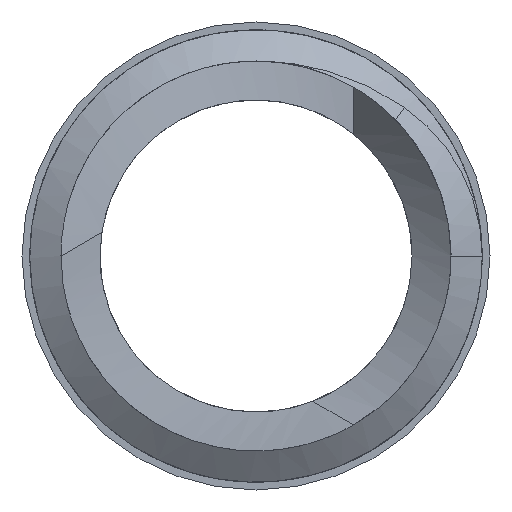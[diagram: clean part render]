
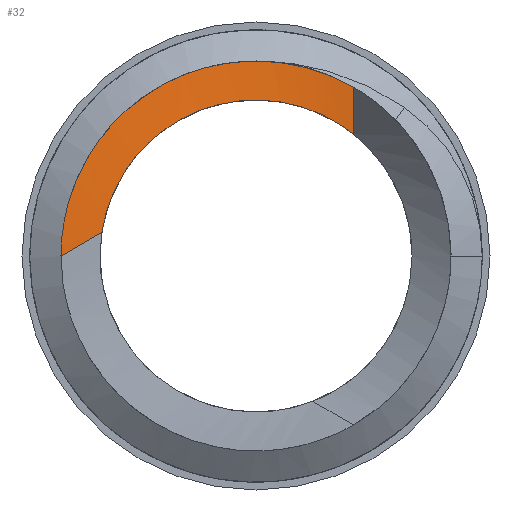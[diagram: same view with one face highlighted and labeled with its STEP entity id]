
A CAD part, left-side view. The second image highlights one B-rep face of the part: STEP entity #32.
In plain terms, the highlighted cylindrical face has radius 15.875 mm (diameter 31.75 mm), a partial arc.
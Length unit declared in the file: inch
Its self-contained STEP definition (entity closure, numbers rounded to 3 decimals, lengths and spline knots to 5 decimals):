
#12 = CARTESIAN_POINT ( 'NONE',  ( -6.94837, 0.25574, 0.18154 ) ) ;
#32 = ADVANCED_FACE ( 'NONE', ( #3082 ), #3714, .F. ) ;
#78 = CARTESIAN_POINT ( 'NONE',  ( -6.8983, 0.18272, 0.25385 ) ) ;
#156 = CARTESIAN_POINT ( 'NONE',  ( -6.82214, -0.02214, 0.24927 ) ) ;
#167 = CARTESIAN_POINT ( 'NONE',  ( -7., 0.3125, 0.01458 ) ) ;
#172 = CARTESIAN_POINT ( 'NONE',  ( -6.87183, 0.13306, 0.21269 ) ) ;
#177 = EDGE_CURVE ( 'NONE', #3133, #2005, #3878, .T. ) ;
#200 = CARTESIAN_POINT ( 'NONE',  ( -6.95975, 0.27026, 0.02445 ) ) ;
#236 = CARTESIAN_POINT ( 'NONE',  ( -6.94193, 0.24713, 0.0378 ) ) ;
#282 = ORIENTED_EDGE ( 'NONE', *, *, #177, .T. ) ;
#478 = CARTESIAN_POINT ( 'NONE',  ( -6.92497, 0.22406, 0.11141 ) ) ;
#494 = CARTESIAN_POINT ( 'NONE',  ( -6.84808, 0.07504, 0.23871 ) ) ;
#534 = CARTESIAN_POINT ( 'NONE',  ( -6.90182, 0.1885, 0.16456 ) ) ;
#677 = CARTESIAN_POINT ( 'NONE',  ( -6.99504, 0.3076, 0.05694 ) ) ;
#718 = CARTESIAN_POINT ( 'NONE',  ( -6.82506, -0.00687, 0.31274 ) ) ;
#737 = CARTESIAN_POINT ( 'NONE',  ( -6.85799, 0.10122, 0.29596 ) ) ;
#754 = CARTESIAN_POINT ( 'NONE',  ( -6.83531, 0.03506, 0.31083 ) ) ;
#855 = CARTESIAN_POINT ( 'NONE',  ( -6.82918, 0.01132, 0.24999 ) ) ;
#952 = CARTESIAN_POINT ( 'NONE',  ( -6.8125, -0.1563, 0.2706 ) ) ;
#994 = CARTESIAN_POINT ( 'NONE',  ( -6.99211, 0.30468, 0.07087 ) ) ;
#1037 = CARTESIAN_POINT ( 'NONE',  ( -6.82231, -0.02086, 0.31212 ) ) ;
#1131 = CARTESIAN_POINT ( 'NONE',  ( -6.81466, -0.07683, 0.23817 ) ) ;
#1140 = DIRECTION ( 'NONE',  ( 0., 0., -1. ) ) ;
#1187 = CARTESIAN_POINT ( 'NONE',  ( -6.82429, -0.01089, 0.25001 ) ) ;
#1211 = CARTESIAN_POINT ( 'NONE',  ( -6.84111, 0.05426, 0.24428 ) ) ;
#1255 = CARTESIAN_POINT ( 'NONE',  ( -6.81194, -0.11903, 0.22102 ) ) ;
#1304 = CARTESIAN_POINT ( 'NONE',  ( -6.97115, 0.28269, 0.13582 ) ) ;
#1375 = EDGE_CURVE ( 'NONE', #3133, #1518, #2596, .T. ) ;
#1431 = AXIS2_PLACEMENT_3D ( 'NONE', #2103, #3680, #3100 ) ;
#1450 = CARTESIAN_POINT ( 'NONE',  ( -6.81852, -0.04424, 0.24631 ) ) ;
#1518 = VERTEX_POINT ( 'NONE', #2366 ) ;
#1531 = CARTESIAN_POINT ( 'NONE',  ( -6.92149, 0.21906, 0.12095 ) ) ;
#1662 = ORIENTED_EDGE ( 'NONE', *, *, #3529, .T. ) ;
#1687 = ORIENTED_EDGE ( 'NONE', *, *, #2643, .F. ) ;
#1691 = EDGE_LOOP ( 'NONE', ( #1662, #3257, #282, #1687 ) ) ;
#1696 = CARTESIAN_POINT ( 'NONE',  ( -6.81161, -0.13124, 0.28508 ) ) ;
#1733 = CARTESIAN_POINT ( 'NONE',  ( -6.8125, -0.1563, 0.2706 ) ) ;
#1773 = CARTESIAN_POINT ( 'NONE',  ( -6.83191, 0.02223, 0.24925 ) ) ;
#1783 = CARTESIAN_POINT ( 'NONE',  ( -6.99896, 0.31149, 0.02885 ) ) ;
#1827 = CARTESIAN_POINT ( 'NONE',  ( -6.8635, 0.11488, 0.22306 ) ) ;
#1902 = CARTESIAN_POINT ( 'NONE',  ( -6.8125, -0.1563, 0.19512 ) ) ;
#2005 = VERTEX_POINT ( 'NONE', #3046 ) ;
#2008 = CARTESIAN_POINT ( 'NONE',  ( -6.83154, 0.02106, 0.3121 ) ) ;
#2026 = CARTESIAN_POINT ( 'NONE',  ( -6.89216, 0.17206, 0.26119 ) ) ;
#2087 = CARTESIAN_POINT ( 'NONE',  ( -6.93878, 0.24301, 0.05976 ) ) ;
#2103 = CARTESIAN_POINT ( 'NONE',  ( -7.43711, -0.13422, 0.37504 ) ) ;
#2159 = CARTESIAN_POINT ( 'NONE',  ( -6.85184, 0.08533, 0.23523 ) ) ;
#2182 = CARTESIAN_POINT ( 'NONE',  ( -6.81376, -0.08761, 0.23442 ) ) ;
#2192 = CARTESIAN_POINT ( 'NONE',  ( -7., 0.3125, 0.00006 ) ) ;
#2321 = CARTESIAN_POINT ( 'NONE',  ( -6.84361, 0.0622, 0.30656 ) ) ;
#2358 = CARTESIAN_POINT ( 'NONE',  ( -6.88022, 0.14979, 0.27457 ) ) ;
#2366 = CARTESIAN_POINT ( 'NONE',  ( -7., 0.3125, 0.00006 ) ) ;
#2416 = CARTESIAN_POINT ( 'NONE',  ( -6.89761, 0.18143, 0.17231 ) ) ;
#2440 = CARTESIAN_POINT ( 'NONE',  ( -6.94193, 0.24713, 0.0378 ) ) ;
#2454 = CARTESIAN_POINT ( 'NONE',  ( -6.88906, 0.16635, 0.18692 ) ) ;
#2590 = CARTESIAN_POINT ( 'NONE',  ( -6.98117, 0.29339, 0.11115 ) ) ;
#2596 =( BOUNDED_CURVE ( )  B_SPLINE_CURVE ( 3, ( #3108, #200, #3469, #2192 ),
 .UNSPECIFIED., .F., .T. ) 
 B_SPLINE_CURVE_WITH_KNOTS ( ( 4, 4 ),
 ( 5.36865, 5.50866 ),
 .UNSPECIFIED. ) 
 CURVE ( )  GEOMETRIC_REPRESENTATION_ITEM ( )  RATIONAL_B_SPLINE_CURVE ( ( 1., 0.998, 0.998, 1. ) ) 
 REPRESENTATION_ITEM ( '' )  );
#2608 = VERTEX_POINT ( 'NONE', #952 ) ;
#2636 = CARTESIAN_POINT ( 'NONE',  ( -6.81218, -0.10479, 0.2958 ) ) ;
#2643 = EDGE_CURVE ( 'NONE', #2608, #2005, #3750, .T. ) ;
#2674 = CARTESIAN_POINT ( 'NONE',  ( -6.91719, 0.21281, 0.2292 ) ) ;
#2791 = CARTESIAN_POINT ( 'NONE',  ( -6.93126, 0.23288, 0.09156 ) ) ;
#2968 = CARTESIAN_POINT ( 'NONE',  ( -6.8633, 0.11387, 0.29132 ) ) ;
#3046 = CARTESIAN_POINT ( 'NONE',  ( -6.8125, -0.1563, 0.19512 ) ) ;
#3063 = CARTESIAN_POINT ( 'NONE',  ( -6.83787, 0.0437, 0.24639 ) ) ;
#3082 = FACE_OUTER_BOUND ( 'NONE', #1691, .T. ) ;
#3100 = DIRECTION ( 'NONE',  ( -1., 0., 0. ) ) ;
#3108 = CARTESIAN_POINT ( 'NONE',  ( -6.94193, 0.24713, 0.0378 ) ) ;
#3133 = VERTEX_POINT ( 'NONE', #2440 ) ;
#3169 = CARTESIAN_POINT ( 'NONE',  ( -6.81187, -0.13844, 0.20942 ) ) ;
#3257 = ORIENTED_EDGE ( 'NONE', *, *, #1375, .F. ) ;
#3298 = CARTESIAN_POINT ( 'NONE',  ( -6.91083, 0.20312, 0.23784 ) ) ;
#3357 = CARTESIAN_POINT ( 'NONE',  ( -7., 0.3125, 0.00006 ) ) ;
#3379 = CARTESIAN_POINT ( 'NONE',  ( -6.94063, 0.24543, 0.04886 ) ) ;
#3418 = CARTESIAN_POINT ( 'NONE',  ( -6.93406, 0.2367, 0.08121 ) ) ;
#3446 = B_SPLINE_CURVE_WITH_KNOTS ( 'NONE', 3,
 ( #1733, #1696, #2636, #3915, #3576, #1037, #718, #2008, #754, #2321, #3934, #737, #2968, #3556, #2358, #2026, #78, #3298, #2674, #3869, #12, #1304, #2590, #994, #677, #1783, #167, #3357 ),
 .UNSPECIFIED., .F., .F.,
 ( 4, 2, 2, 2, 2, 2, 2, 2, 2, 2, 2, 2, 2, 4 ),
 ( 0., 0.00218, 0.00326, 0.00435, 0.00544, 0.00653, 0.00761, 0.0087, 0.00979, 0.01088, 0.01305, 0.01523, 0.01631, 0.0174 ),
 .UNSPECIFIED. ) ;
#3469 = CARTESIAN_POINT ( 'NONE',  ( -6.97913, 0.29208, 0.01185 ) ) ;
#3529 = EDGE_CURVE ( 'NONE', #2608, #1518, #3446, .T. ) ;
#3556 = CARTESIAN_POINT ( 'NONE',  ( -6.87443, 0.13817, 0.28061 ) ) ;
#3576 = CARTESIAN_POINT ( 'NONE',  ( -6.8178, -0.04892, 0.30897 ) ) ;
#3680 = DIRECTION ( 'NONE',  ( 0., 0., -1. ) ) ;
#3690 = CARTESIAN_POINT ( 'NONE',  ( -6.8125, -0.1563, 0.37504 ) ) ;
#3698 = CARTESIAN_POINT ( 'NONE',  ( -6.8847, 0.15828, 0.1938 ) ) ;
#3714 = CYLINDRICAL_SURFACE ( 'NONE', #1431, 0.625 ) ;
#3750 = LINE ( 'NONE', #3690, #3857 ) ;
#3857 = VECTOR ( 'NONE', #1140, 39.37008 ) ;
#3869 = CARTESIAN_POINT ( 'NONE',  ( -6.93601, 0.23995, 0.20184 ) ) ;
#3878 = B_SPLINE_CURVE_WITH_KNOTS ( 'NONE', 3,
 ( #236, #3379, #2087, #3418, #2791, #478, #1531, #4048, #4092, #534, #2416, #2454, #3698, #172, #1827, #2159, #494, #1211, #3063, #1773, #855, #1187, #156, #1450, #4010, #1131, #2182, #1255, #3169, #1902 ),
 .UNSPECIFIED., .F., .F.,
 ( 4, 2, 2, 2, 2, 2, 2, 2, 2, 2, 2, 2, 2, 2, 4 ),
 ( 0.00096, 0.00182, 0.00268, 0.00354, 0.0044, 0.00525, 0.00611, 0.00783, 0.00869, 0.00955, 0.0104, 0.01126, 0.01212, 0.01298, 0.0147 ),
 .UNSPECIFIED. ) ;
#3915 = CARTESIAN_POINT ( 'NONE',  ( -6.81601, -0.06309, 0.3064 ) ) ;
#3934 = CARTESIAN_POINT ( 'NONE',  ( -6.84816, 0.07542, 0.30356 ) ) ;
#4010 = CARTESIAN_POINT ( 'NONE',  ( -6.81703, -0.05518, 0.24409 ) ) ;
#4048 = CARTESIAN_POINT ( 'NONE',  ( -6.914, 0.20786, 0.13932 ) ) ;
#4092 = CARTESIAN_POINT ( 'NONE',  ( -6.91, 0.2017, 0.14808 ) ) ;
